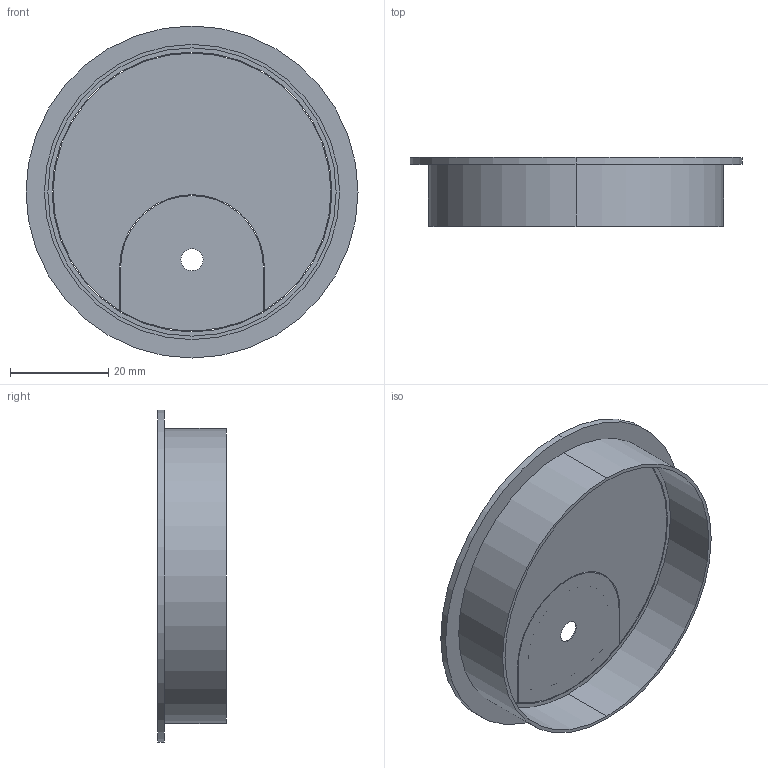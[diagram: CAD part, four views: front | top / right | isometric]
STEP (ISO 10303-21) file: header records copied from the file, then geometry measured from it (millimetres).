
FILE_DESCRIPTION (( 'STEP AP214' ), '1' );
FILE_NAME ('F003045,F003046_3D.step', '2022-11-21T18:17:12', ( '' ), ( '' ), 'SwSTEP 2.0', 'SolidWorks 2020', '' );
FILE_SCHEMA (( 'AUTOMOTIVE_DESIGN' ));
Length unit declared in the file: millimetre
Products named in the file (1): F003045,F003046_3D
Bounding box: 67.5 x 14 x 67.5 mm (x, y, z)
Volume: 9652.4 mm3; surface area: 13386.5 mm2
Topology: 3 solids, 3 shells, 35 faces, 78 edges, 52 vertices
Faces by surface type: cylinder 20, plane 15
Entity records: 1052 total; most frequent: DIRECTION 190, CARTESIAN_POINT 166, ORIENTED_EDGE 156, EDGE_CURVE 78, AXIS2_PLACEMENT_3D 76, VERTEX_POINT 52, EDGE_LOOP 42, CIRCLE 40
